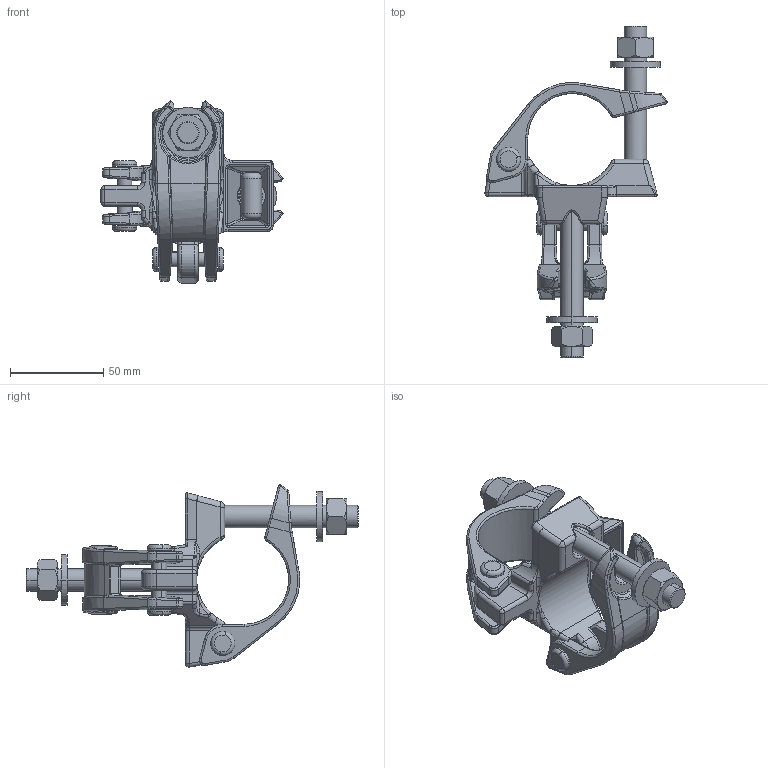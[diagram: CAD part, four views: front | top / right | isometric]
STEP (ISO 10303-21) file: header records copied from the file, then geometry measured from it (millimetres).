
FILE_DESCRIPTION (( 'STEP AP203' ), '1' );
FILE_NAME ('T24901.STEP', '2018-07-17T13:45:20', ( '' ), ( '' ), 'SwSTEP 2.0', 'SolidWorks 2016', '' );
FILE_SCHEMA (( 'CONFIG_CONTROL_DESIGN' ));
Length unit declared in the file: millimetre
Products named in the file (4): T24901; T24901-3; T24901-2; T24901-1
Assembly tree (5 placements, depth 2):
  T24901
    T24901-3
    T24901-1  x2
    T24901-2  x2
Bounding box: 97.66 x 178 x 97.66 mm (x, y, z)
Volume: 131912.7 mm3; surface area: 50749 mm2
Topology: 5 solids, 5 shells, 733 faces, 1732 edges, 983 vertices
Faces by surface type: cylinder 262, bspline 236, plane 127, torus 60, sphere 32, cone 16
Entity records: 19577 total; most frequent: CARTESIAN_POINT 8719, ORIENTED_EDGE 2406, DIRECTION 1988, EDGE_CURVE 1203, AXIS2_PLACEMENT_3D 815, VERTEX_POINT 695, EDGE_LOOP 536, ADVANCED_FACE 520
